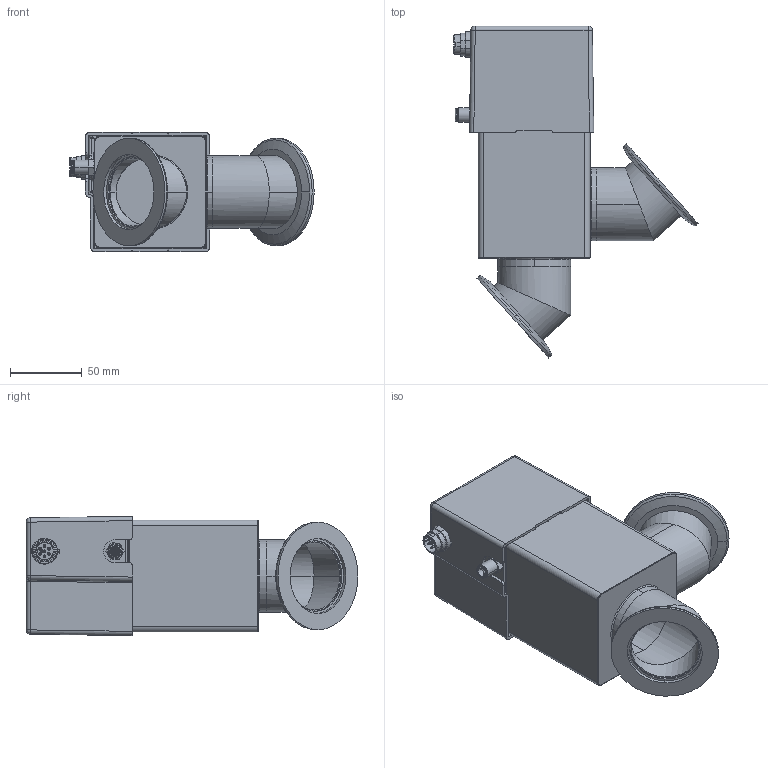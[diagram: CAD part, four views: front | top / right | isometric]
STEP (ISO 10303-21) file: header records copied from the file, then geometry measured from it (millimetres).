
FILE_DESCRIPTION (( 'STEP AP214' ), '1' );
FILE_NAME ('PAIV-S05132 SHELLED.STEP', '2025-11-24T19:55:49', ( '' ), ( '' ), 'SwSTEP 2.0', 'SolidWorks 2023', '' );
FILE_SCHEMA (( 'AUTOMOTIVE_DESIGN' ));
Length unit declared in the file: millimetre
Products named in the file (17): 2000256478; 2000256717; 2000256472; 36-00437_extended; PAIV-S05132 SHELLED; 35-01475_SHELLED; 2000204261_NW50; 9551-00002M-2SS_92015A011; 22-00050; 9551-00005M-35_91292A193; NW-50B-200; 2000282183_SHELLED; 35-01529; 35-01479; 37-00109; 39-01024_SHELLED; 29-00062_5225K506
Assembly tree (20 placements, depth 4):
  PAIV-S05132 SHELLED
    2000256472
      2000204261_NW50
      NW-50B-200  x2
      2000256478
      2000256717
    2000282183_SHELLED
      35-01529
      39-01024_SHELLED
        35-01475_SHELLED
        36-00437_extended
        35-01479
      29-00062_5225K506
      9551-00005M-35_91292A193  x4
      22-00050
      9551-00002M-2SS_92015A011
      37-00109
Bounding box: 170.24 x 231.26 x 83.1 mm (x, y, z)
Volume: 481049.3 mm3; surface area: 323715.5 mm2
Topology: 17 solids, 20 shells, 1827 faces, 4566 edges, 2840 vertices
Faces by surface type: cylinder 797, plane 383, cone 266, torus 254, bspline 112, sphere 15
Entity records: 57862 total; most frequent: CARTESIAN_POINT 27210, ORIENTED_EDGE 6528, DIRECTION 6031, EDGE_CURVE 3271, AXIS2_PLACEMENT_3D 2462, VERTEX_POINT 2039, EDGE_LOOP 1569, ADVANCED_FACE 1382
